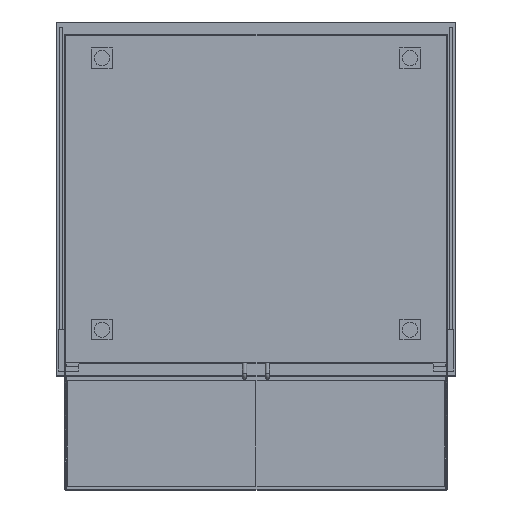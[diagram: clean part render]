
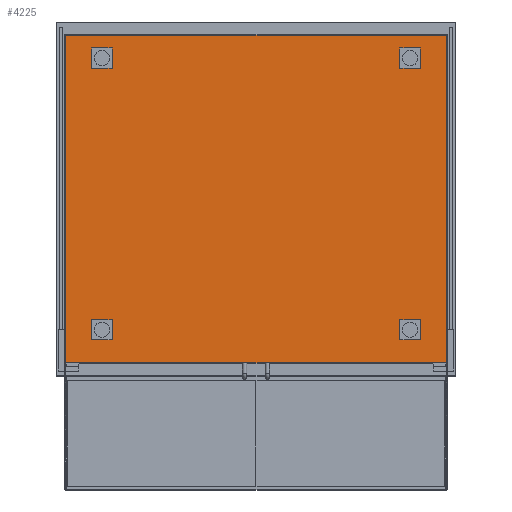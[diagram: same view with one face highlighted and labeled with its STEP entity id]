
A CAD part, front view. The second image highlights one B-rep face of the part: STEP entity #4225.
In plain terms, the highlighted planar face has unit normal (0, -1, 0).
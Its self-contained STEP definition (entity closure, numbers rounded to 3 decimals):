
#474 = EDGE_CURVE ( 'NONE', #8670, #10396, #5517, .T. ) ;
#964 = VECTOR ( 'NONE', #4515, 1000. ) ;
#996 = ORIENTED_EDGE ( 'NONE', *, *, #474, .T. ) ;
#1148 = CARTESIAN_POINT ( 'NONE',  ( 0., -498., 0. ) ) ;
#1568 = CARTESIAN_POINT ( 'NONE',  ( -373.5, -498., -321.5 ) ) ;
#1659 = CARTESIAN_POINT ( 'NONE',  ( -373.5, -498., 321.5 ) ) ;
#2231 = DIRECTION ( 'NONE',  ( 0., 0., -1. ) ) ;
#3427 = VECTOR ( 'NONE', #4598, 1000. ) ;
#3450 = ORIENTED_EDGE ( 'NONE', *, *, #4063, .T. ) ;
#3557 = EDGE_CURVE ( 'NONE', #13083, #8670, #12589, .T. ) ;
#4029 = CARTESIAN_POINT ( 'NONE',  ( 373.5, -498., 321.5 ) ) ;
#4063 = EDGE_CURVE ( 'NONE', #12907, #13083, #7189, .T. ) ;
#4225 = ADVANCED_FACE ( 'NONE', ( #10183 ), #7321, .T. ) ;
#4253 = VECTOR ( 'NONE', #5777, 1000. ) ;
#4287 = CARTESIAN_POINT ( 'NONE',  ( -373.5, -498., 321.5 ) ) ;
#4515 = DIRECTION ( 'NONE',  ( 1., 0., 0. ) ) ;
#4533 = CARTESIAN_POINT ( 'NONE',  ( -373.5, -498., -321.5 ) ) ;
#4598 = DIRECTION ( 'NONE',  ( 0., 0., -1. ) ) ;
#5420 = CARTESIAN_POINT ( 'NONE',  ( -373.5, -498., 321.5 ) ) ;
#5517 = LINE ( 'NONE', #1568, #964 ) ;
#5755 = CARTESIAN_POINT ( 'NONE',  ( 373.5, -498., -321.5 ) ) ;
#5777 = DIRECTION ( 'NONE',  ( 0., 0., 1. ) ) ;
#5802 = AXIS2_PLACEMENT_3D ( 'NONE', #1148, #6317, #2231 ) ;
#6317 = DIRECTION ( 'NONE',  ( 0., -1., 0. ) ) ;
#6778 = ORIENTED_EDGE ( 'NONE', *, *, #3557, .T. ) ;
#7189 = LINE ( 'NONE', #4287, #12280 ) ;
#7321 = PLANE ( 'NONE',  #5802 ) ;
#8670 = VERTEX_POINT ( 'NONE', #4533 ) ;
#8875 = EDGE_LOOP ( 'NONE', ( #6778, #996, #11294, #3450 ) ) ;
#9565 = DIRECTION ( 'NONE',  ( -1., 0., 0. ) ) ;
#10183 = FACE_OUTER_BOUND ( 'NONE', #8875, .T. ) ;
#10396 = VERTEX_POINT ( 'NONE', #5755 ) ;
#10878 = CARTESIAN_POINT ( 'NONE',  ( 373.5, -498., 321.5 ) ) ;
#11294 = ORIENTED_EDGE ( 'NONE', *, *, #12106, .T. ) ;
#12106 = EDGE_CURVE ( 'NONE', #10396, #12907, #12153, .T. ) ;
#12153 = LINE ( 'NONE', #10878, #4253 ) ;
#12280 = VECTOR ( 'NONE', #9565, 1000. ) ;
#12589 = LINE ( 'NONE', #1659, #3427 ) ;
#12907 = VERTEX_POINT ( 'NONE', #4029 ) ;
#13083 = VERTEX_POINT ( 'NONE', #5420 ) ;
